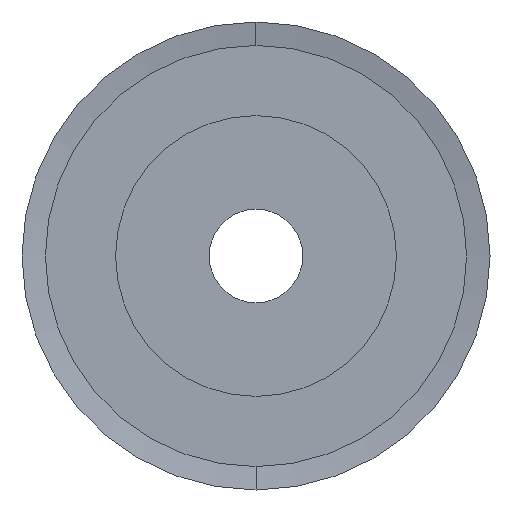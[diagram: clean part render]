
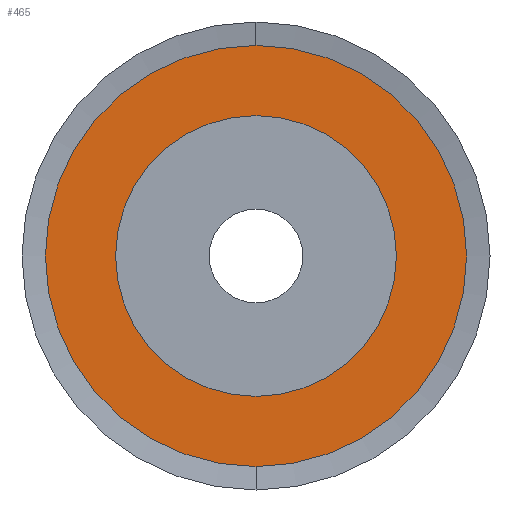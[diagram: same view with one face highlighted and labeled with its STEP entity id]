
A CAD part, left-side view. The second image highlights one B-rep face of the part: STEP entity #465.
In plain terms, the highlighted planar face has unit normal (-1, 0, 0).
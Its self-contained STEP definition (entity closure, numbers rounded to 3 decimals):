
#465=ADVANCED_FACE('',(#934,#935),#936,.T.);
#934=FACE_OUTER_BOUND('',#1404,.T.);
#935=FACE_BOUND('',#1405,.T.);
#936=PLANE('',#1406);
#1404=EDGE_LOOP('',(#2837,#2838));
#1405=EDGE_LOOP('',(#2839,#2840));
#1406=AXIS2_PLACEMENT_3D('',#2841,#2842,#2843);
#2837=ORIENTED_EDGE('',*,*,#3470,.F.);
#2838=ORIENTED_EDGE('',*,*,#2920,.F.);
#2839=ORIENTED_EDGE('',*,*,#2910,.F.);
#2840=ORIENTED_EDGE('',*,*,#3471,.F.);
#2841=CARTESIAN_POINT('',(-15.75,0.0,-9.75));
#2842=DIRECTION('',(-1.0,0.0,0.0));
#2843=DIRECTION('',(0.0,0.0,1.0));
#2910=EDGE_CURVE('',#3499,#3495,#3501,.T.);
#2920=EDGE_CURVE('',#3515,#3512,#3517,.T.);
#3470=EDGE_CURVE('',#3512,#3515,#4337,.T.);
#3471=EDGE_CURVE('',#3495,#3499,#4338,.T.);
#3495=VERTEX_POINT('',#4364);
#3499=VERTEX_POINT('',#4369);
#3501=CIRCLE('',#4372,9.0);
#3512=VERTEX_POINT('',#4385);
#3515=VERTEX_POINT('',#4389);
#3517=CIRCLE('',#4392,13.5);
#4337=CIRCLE('',#5414,13.5);
#4338=CIRCLE('',#5415,9.0);
#4364=CARTESIAN_POINT('',(-15.75,0.,-9.0));
#4369=CARTESIAN_POINT('',(-15.75,0.,9.0));
#4372=AXIS2_PLACEMENT_3D('',#5441,#5442,#5443);
#4385=CARTESIAN_POINT('',(-15.75,0.0,-13.5));
#4389=CARTESIAN_POINT('',(-15.75,0.,13.5));
#4392=AXIS2_PLACEMENT_3D('',#5457,#5458,#5459);
#5414=AXIS2_PLACEMENT_3D('',#6280,#6281,#6282);
#5415=AXIS2_PLACEMENT_3D('',#6283,#6284,#6285);
#5441=CARTESIAN_POINT('',(-15.75,0.0,0.0));
#5442=DIRECTION('',(-1.0,0.0,0.0));
#5443=DIRECTION('',(0.0,0.0,-1.0));
#5457=CARTESIAN_POINT('',(-15.75,0.0,0.0));
#5458=DIRECTION('',(1.0,0.0,0.0));
#5459=DIRECTION('',(0.0,0.0,-1.0));
#6280=CARTESIAN_POINT('',(-15.75,0.0,0.0));
#6281=DIRECTION('',(1.0,0.0,0.0));
#6282=DIRECTION('',(0.0,0.0,-1.0));
#6283=CARTESIAN_POINT('',(-15.75,0.0,0.0));
#6284=DIRECTION('',(-1.0,0.0,0.0));
#6285=DIRECTION('',(0.0,0.0,-1.0));
